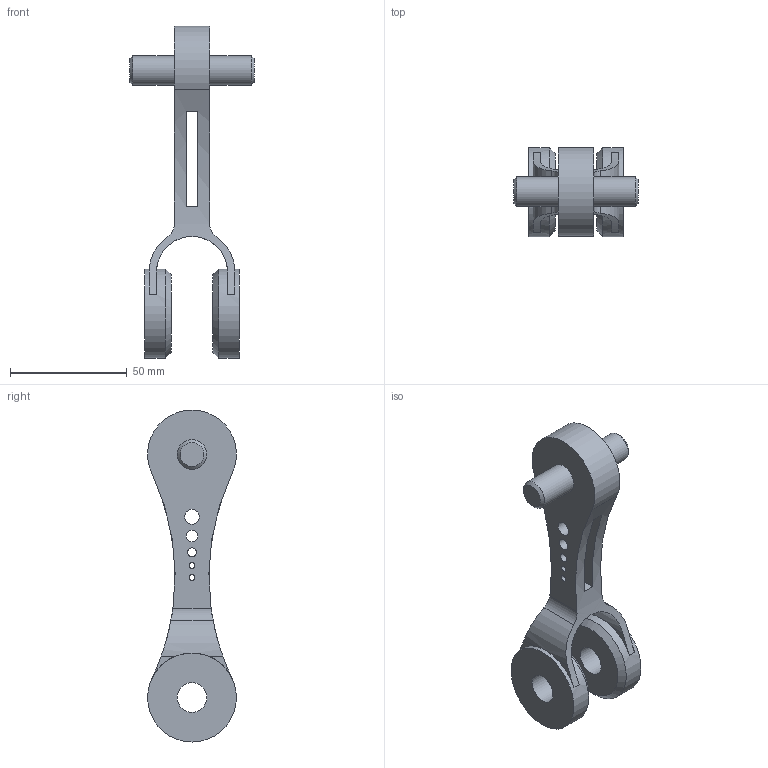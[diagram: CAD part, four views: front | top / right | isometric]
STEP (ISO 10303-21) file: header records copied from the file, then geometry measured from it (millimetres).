
FILE_DESCRIPTION( ( '' ), ' ' );
FILE_NAME( '5817854f5aa2f4106138e1ac.step', '2016-10-31T17:54:23', ( '' ), ( '' ), ' ', ' ', ' ' );
FILE_SCHEMA( ( 'AUTOMOTIVE_DESIGN { 1 0 10303 214 1 1 1 1 }' ) );
Length unit declared in the file: metre
Products named in the file (1): lower_leg
Bounding box: 53.34 x 38.1 x 142.24 mm (x, y, z)
Volume: 57551 mm3; surface area: 19710.7 mm2
Topology: 1 solids, 1 shells, 48 faces, 125 edges, 83 vertices
Faces by surface type: cylinder 24, plane 20, cone 4
Full cylindrical faces by diameter (mm): 2.54 x4, 3.81 x2, 5.08 x2, 6.35 x2, 12.7 x4, 38.1 x2
Entity records: 2062 total; most frequent: CARTESIAN_POINT 493, DIRECTION 248, ORIENTED_EDGE 204, AXIS2_PLACEMENT_3D 111, EDGE_CURVE 102, EDGE_LOOP 98, VERTEX_POINT 80, FACE_OUTER_BOUND 64
